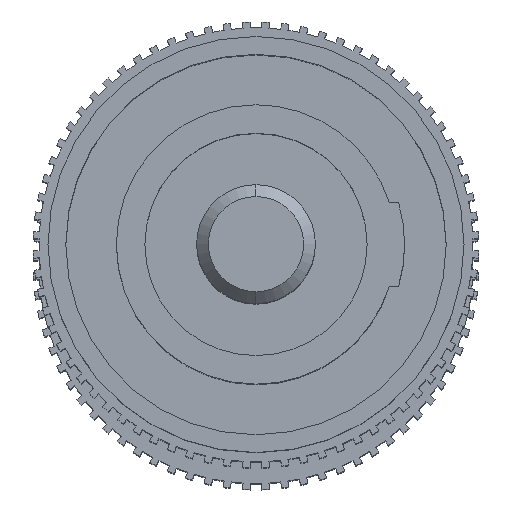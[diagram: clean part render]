
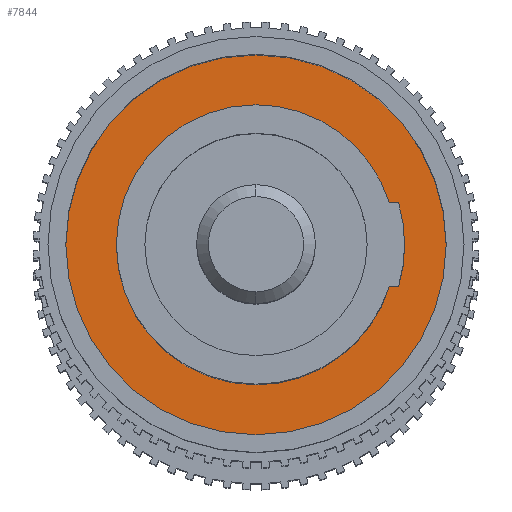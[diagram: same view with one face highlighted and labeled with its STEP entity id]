
A CAD part, top view. The second image highlights one B-rep face of the part: STEP entity #7844.
In plain terms, the highlighted face is planar.
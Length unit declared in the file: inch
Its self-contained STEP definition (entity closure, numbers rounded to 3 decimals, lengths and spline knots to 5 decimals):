
#70 = AXIS2_PLACEMENT_3D ( 'NONE', #11477, #987, #10582 ) ;
#185 = EDGE_CURVE ( 'NONE', #9194, #6409, #8018, .T. ) ;
#212 = VERTEX_POINT ( 'NONE', #5151 ) ;
#217 = VERTEX_POINT ( 'NONE', #6348 ) ;
#397 = ORIENTED_EDGE ( 'NONE', *, *, #11756, .T. ) ;
#443 = DIRECTION ( 'NONE',  ( 0., 1., 0. ) ) ;
#499 = CARTESIAN_POINT ( 'NONE',  ( -0.12, 0.185, -0.035 ) ) ;
#909 = CARTESIAN_POINT ( 'NONE',  ( 0., 0.185, 0. ) ) ;
#987 = DIRECTION ( 'NONE',  ( 0., 1., 0. ) ) ;
#1205 = EDGE_LOOP ( 'NONE', ( #1613, #13230, #3517, #5781, #11473, #2108 ) ) ;
#1369 = CARTESIAN_POINT ( 'NONE',  ( -0.11217, 0.185, 0.035 ) ) ;
#1383 = DIRECTION ( 'NONE',  ( 0., 0., 1. ) ) ;
#1613 = ORIENTED_EDGE ( 'NONE', *, *, #9497, .F. ) ;
#1654 = AXIS2_PLACEMENT_3D ( 'NONE', #8815, #5615, #1383 ) ;
#1930 = AXIS2_PLACEMENT_3D ( 'NONE', #4532, #443, #7678 ) ;
#2097 = DIRECTION ( 'NONE',  ( 0., 0., 1. ) ) ;
#2108 = ORIENTED_EDGE ( 'NONE', *, *, #9977, .F. ) ;
#2731 = EDGE_CURVE ( 'NONE', #11541, #217, #6311, .T. ) ;
#2933 = VERTEX_POINT ( 'NONE', #9841 ) ;
#3090 = DIRECTION ( 'NONE',  ( -1., 0., 0. ) ) ;
#3338 = CARTESIAN_POINT ( 'NONE',  ( 0., 0.185, 0. ) ) ;
#3517 = ORIENTED_EDGE ( 'NONE', *, *, #13387, .F. ) ;
#3887 = DIRECTION ( 'NONE',  ( 0., 1., 0. ) ) ;
#4037 = CARTESIAN_POINT ( 'NONE',  ( 0., 0.185, 0. ) ) ;
#4221 = AXIS2_PLACEMENT_3D ( 'NONE', #909, #3887, #12526 ) ;
#4532 = CARTESIAN_POINT ( 'NONE',  ( 0., 0.185, 0. ) ) ;
#4802 = AXIS2_PLACEMENT_3D ( 'NONE', #4037, #9190, #11197 ) ;
#5151 = CARTESIAN_POINT ( 'NONE',  ( -0.12, 0.185, 0.035 ) ) ;
#5409 = CARTESIAN_POINT ( 'NONE',  ( 0., 0.185, -0.16 ) ) ;
#5415 = DIRECTION ( 'NONE',  ( 0., 1., 0. ) ) ;
#5490 = CIRCLE ( 'NONE', #1654, 0.16 ) ;
#5615 = DIRECTION ( 'NONE',  ( 0., 1., 0. ) ) ;
#5781 = ORIENTED_EDGE ( 'NONE', *, *, #185, .F. ) ;
#5857 = AXIS2_PLACEMENT_3D ( 'NONE', #11535, #5415, #2097 ) ;
#5986 = CARTESIAN_POINT ( 'NONE',  ( 0., 0.185, -0.1175 ) ) ;
#6311 = CIRCLE ( 'NONE', #5857, 0.1175 ) ;
#6348 = CARTESIAN_POINT ( 'NONE',  ( -0.11217, 0.185, -0.035 ) ) ;
#6409 = VERTEX_POINT ( 'NONE', #13752 ) ;
#6447 = ORIENTED_EDGE ( 'NONE', *, *, #10599, .T. ) ;
#6727 = EDGE_LOOP ( 'NONE', ( #397, #6447 ) ) ;
#7466 = CIRCLE ( 'NONE', #70, 0.16 ) ;
#7473 = LINE ( 'NONE', #8403, #11068 ) ;
#7678 = DIRECTION ( 'NONE',  ( 0., 0., 1. ) ) ;
#7844 = ADVANCED_FACE ( 'NONE', ( #9065, #13297 ), #10294, .T. ) ;
#8018 = CIRCLE ( 'NONE', #4221, 0.1175 ) ;
#8403 = CARTESIAN_POINT ( 'NONE',  ( -0.11217, 0.185, -0.035 ) ) ;
#8815 = CARTESIAN_POINT ( 'NONE',  ( 0., 0.185, 0. ) ) ;
#9065 = FACE_OUTER_BOUND ( 'NONE', #6727, .T. ) ;
#9190 = DIRECTION ( 'NONE',  ( 0., 1., 0. ) ) ;
#9194 = VERTEX_POINT ( 'NONE', #11725 ) ;
#9497 = EDGE_CURVE ( 'NONE', #217, #10471, #7473, .T. ) ;
#9682 = DIRECTION ( 'NONE',  ( 0., 1., 0. ) ) ;
#9838 = DIRECTION ( 'NONE',  ( 1., 0., 0. ) ) ;
#9841 = CARTESIAN_POINT ( 'NONE',  ( 0., 0.185, 0.16 ) ) ;
#9977 = EDGE_CURVE ( 'NONE', #10471, #212, #13448, .T. ) ;
#10294 = PLANE ( 'NONE',  #4802 ) ;
#10471 = VERTEX_POINT ( 'NONE', #499 ) ;
#10582 = DIRECTION ( 'NONE',  ( 0., 0., 1. ) ) ;
#10599 = EDGE_CURVE ( 'NONE', #11620, #2933, #7466, .T. ) ;
#11068 = VECTOR ( 'NONE', #3090, 39.37008 ) ;
#11143 = LINE ( 'NONE', #1369, #13294 ) ;
#11197 = DIRECTION ( 'NONE',  ( 0., 0., 1. ) ) ;
#11473 = ORIENTED_EDGE ( 'NONE', *, *, #13394, .F. ) ;
#11477 = CARTESIAN_POINT ( 'NONE',  ( 0., 0.185, 0. ) ) ;
#11535 = CARTESIAN_POINT ( 'NONE',  ( 0., 0.185, 0. ) ) ;
#11541 = VERTEX_POINT ( 'NONE', #5986 ) ;
#11620 = VERTEX_POINT ( 'NONE', #5409 ) ;
#11725 = CARTESIAN_POINT ( 'NONE',  ( -0.11217, 0.185, 0.035 ) ) ;
#11756 = EDGE_CURVE ( 'NONE', #2933, #11620, #5490, .T. ) ;
#12526 = DIRECTION ( 'NONE',  ( 0., 0., 1. ) ) ;
#12779 = AXIS2_PLACEMENT_3D ( 'NONE', #3338, #9682, #12819 ) ;
#12819 = DIRECTION ( 'NONE',  ( 0., 0., 1. ) ) ;
#13230 = ORIENTED_EDGE ( 'NONE', *, *, #2731, .F. ) ;
#13294 = VECTOR ( 'NONE', #9838, 39.37008 ) ;
#13297 = FACE_BOUND ( 'NONE', #1205, .T. ) ;
#13387 = EDGE_CURVE ( 'NONE', #6409, #11541, #13749, .T. ) ;
#13394 = EDGE_CURVE ( 'NONE', #212, #9194, #11143, .T. ) ;
#13448 = CIRCLE ( 'NONE', #12779, 0.125 ) ;
#13749 = CIRCLE ( 'NONE', #1930, 0.1175 ) ;
#13752 = CARTESIAN_POINT ( 'NONE',  ( 0., 0.185, 0.1175 ) ) ;
